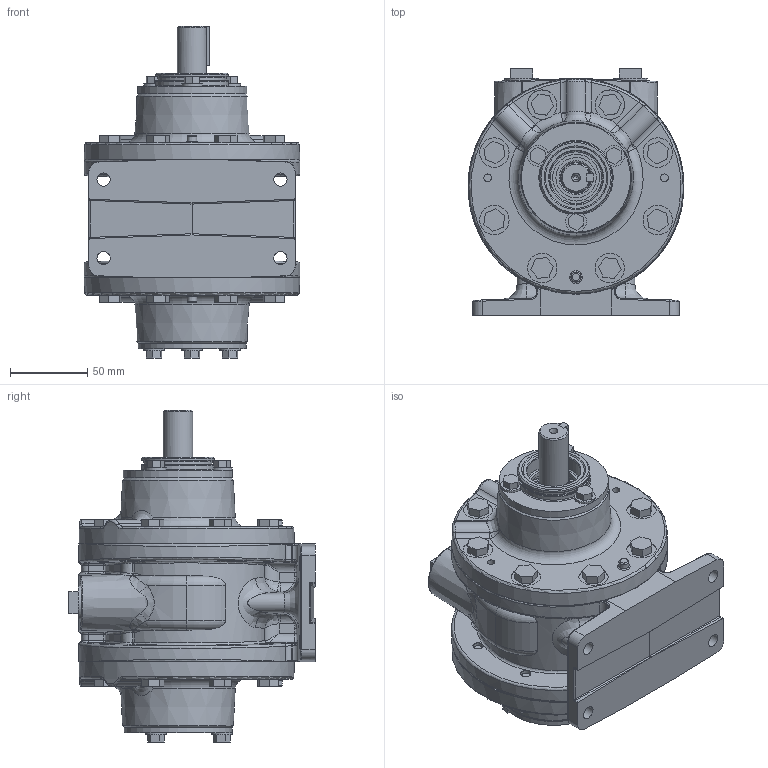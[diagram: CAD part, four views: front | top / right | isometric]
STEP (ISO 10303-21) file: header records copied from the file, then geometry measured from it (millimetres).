
FILE_DESCRIPTION (( 'STEP AP214' ), '1' );
FILE_NAME ('8AM-FRV-2B.STEP', '2025-05-06T10:18:25', ( '' ), ( '' ), 'SwSTEP 2.0', 'SolidWorks 2023', '' );
FILE_SCHEMA (( 'AUTOMOTIVE_DESIGN' ));
Length unit declared in the file: inch
Products named in the file (23): AC964; AC835A; AC816; AA735B; VANE^8AM-FRV-2B; AC879; AC894B; BB695; DO-NOT-USE-AC877A; 8AM-FRV-2B; AC977; AC888B; AB136D; AC817; BB713; AE924C; AC836
Assembly tree (37 placements, depth 3):
  AC816
  AC879
  AC894B
  8AM-FRV-2B
    DO-NOT-USE-AC877A
    AC888B  x2
    AC964
    AC964
    AC977
    VANE^8AM-FRV-2B
      AC816
    AC879
    AA735B
    AC835A
    BB695  x3
    AC836
    BB695
    BB695
    BB695
    BB713  x16
    AE924C  x2
    AB136D
  AC817
Bounding box: 139.65 x 159.51 x 214.71 mm (x, y, z)
Volume: 871684.4 mm3; surface area: 293135.7 mm2
Topology: 36 solids, 36 shells, 1002 faces, 2319 edges, 1424 vertices
Faces by surface type: plane 351, cylinder 281, bspline 259, cone 60, torus 35, sphere 16
Full cylindrical faces by diameter (mm): 3.048 x1, 3.169 x1, 4.94 x4, 5.182 x3, 6.35 x6, 6.528 x16, 6.731 x3, 7.112 x3, 7.938 x16, 8.636 x36, 12.7 x2, 13.462 x6, 17.856 x2, 19.026 x1, 19.05 x16, 20.006 x1, 26.091 x1, 30.226 x1, 34.925 x1, 40.898 x1, 44.412 x1, 46.888 x2, 47.008 x1, 64.754 x3, 69.85 x1, 70.612 x1, 92.558 x3, 138.938 x2
Entity records: 38451 total; most frequent: CARTESIAN_POINT 21976, ORIENTED_EDGE 3250, DIRECTION 2640, EDGE_CURVE 1625, AXIS2_PLACEMENT_3D 1127, EDGE_LOOP 1123, VERTEX_POINT 1076, FACE_OUTER_BOUND 908
